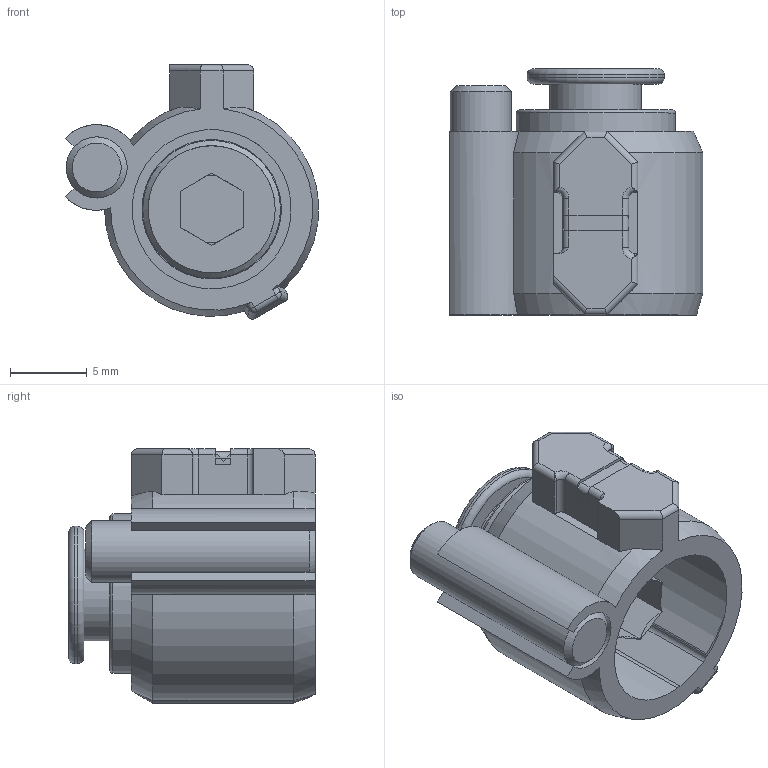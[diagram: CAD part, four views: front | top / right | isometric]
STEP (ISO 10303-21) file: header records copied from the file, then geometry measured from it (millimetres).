
FILE_DESCRIPTION(/* description */ (''),/* implementation_level */ '2;1');
FILE_NAME(/* name */ 'Stumpy PSF MK II Shuttle.step',/* time_stamp */ '2026-01-08T13:29:25+13:00',/* author */ (''),/* organization */ (''),/* preprocessor_version */ 'ST-DEVELOPER v20.1',/* originating_system */ 'Autodesk Translation Framework v14.21.0.0',/* authorisation */ '');
FILE_SCHEMA (('AUTOMOTIVE_DESIGN { 1 0 10303 214 3 1 1 }'));
Length unit declared in the file: millimetre
Products named in the file (4): Stumpy PSF MK II Shuttle; Magnet_D4x15; ECAS04_Cutter; ECAS Fitting v1
Assembly tree (3 placements, depth 2):
  Stumpy PSF MK II Shuttle
    Magnet_D4x15
    ECAS04_Cutter
    ECAS Fitting v1
Bounding box: 16.56 x 16.12 x 16.62 mm (x, y, z)
Volume: 2316.9 mm3; surface area: 2394.6 mm2
Topology: 6 solids, 6 shells, 247 faces, 612 edges, 385 vertices
Faces by surface type: cylinder 117, plane 83, cone 36, torus 7, sphere 4
Full cylindrical faces by diameter (mm): 4 x4, 5.6 x1, 6 x1, 8 x2, 8.3 x4, 8.47 x1, 9 x3, 10.45 x1
Entity records: 8095 total; most frequent: CARTESIAN_POINT 2051, DIRECTION 1287, ORIENTED_EDGE 1224, EDGE_CURVE 612, AXIS2_PLACEMENT_3D 516, VERTEX_POINT 385, EDGE_LOOP 261, LINE 255
